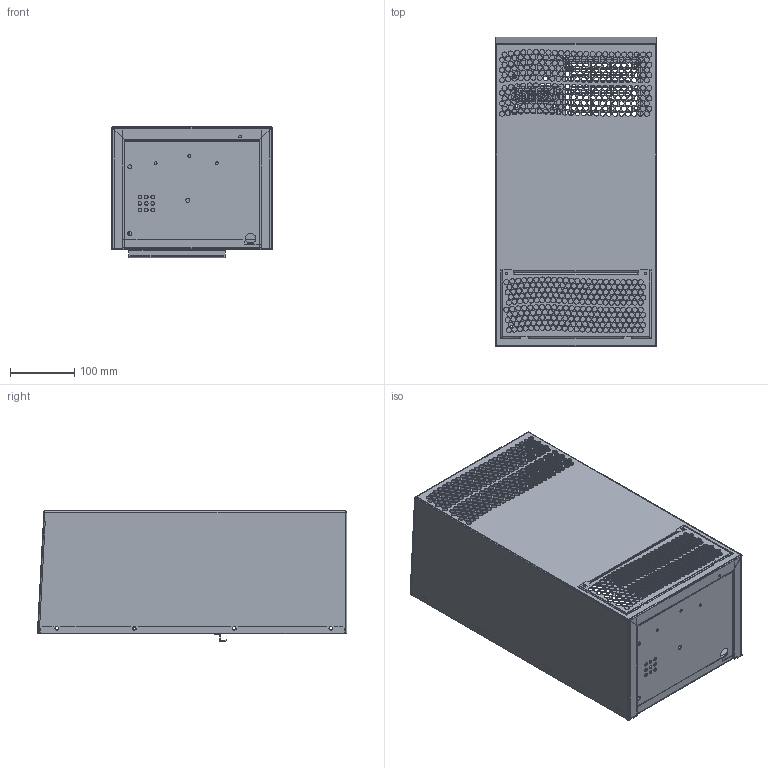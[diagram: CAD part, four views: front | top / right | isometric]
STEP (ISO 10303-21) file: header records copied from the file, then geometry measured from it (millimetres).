
FILE_DESCRIPTION((''),'2;1');
FILE_NAME('OC-5704_COMPLETE_ASM_ASM','2019-06-27T12:48:53',('danielc'),(''),'CREO PARAMETRIC BY PTC INC, 2018400','CREO PARAMETRIC BY PTC INC, 2018400','');
FILE_SCHEMA(('CONFIG_CONTROL_DESIGN'));
Products named in the file (26): OC-5704_HOUSING_1; POPNUT_M6_HEX_CLOSED_1; OC-5704_HOUSING_MANUF_ASSY_ASM__ASM; OC-5704_BASE_1; OC-5704_BASE_MANUF_ASSY_ASM_1_ASM; OC-5704_BASE_ASM_ASM_1_ASM; CAREL_IR33P_NOBORDER_1; CAREL_IR33P_SEIFERT_NO_BORDER_A_ASM; OC5704_CAREL_CONTROLLER_ASM_1_ASM; OC5704_CONNECTOR_BRACKET_1; OC-5704_CONNECTOR_MNF_ASSEMBLY__ASM; 072106080019_1; OC-5704_CONNECTOR_ASSEMBLY_ASM__ASM; OC57XX_MOUNTING_BRACKET_1; OC-5704_HOUSING_ASM_ASM_1_ASM; OC5704_INT_BLWR_BRKT_1; OC5704_INT_BLOWER_MANUF_ASSY_AS_ASM; OC5704_INT_BLOWER_ASM_1_ASM; OC5704_COVER_1; OC5704_COVER_MANU_ASM_1_ASM; OC5704_FILTER_COVER_1; OC5704_FILTER_COVER_MNF_ASM_1_ASM; OC5704_FILTER_COVER_ASM_1_ASM; OC5704_COVER_ASM_1_ASM; OC-5704_COMPLETE_ASM_1_ASM; OC-5704_COMPLETE_ASM_ASM
Assembly tree (31 placements, depth 6):
  OC-5704_COMPLETE_ASM_ASM
    OC-5704_COMPLETE_ASM_1_ASM
      OC-5704_HOUSING_ASM_ASM_1_ASM
        OC-5704_HOUSING_MANUF_ASSY_ASM__ASM
          OC-5704_HOUSING_1
          POPNUT_M6_HEX_CLOSED_1  x7
        OC-5704_BASE_ASM_ASM_1_ASM
          OC-5704_BASE_MANUF_ASSY_ASM_1_ASM
            OC-5704_BASE_1
        OC5704_CAREL_CONTROLLER_ASM_1_ASM
          CAREL_IR33P_SEIFERT_NO_BORDER_A_ASM
            CAREL_IR33P_NOBORDER_1
        OC-5704_CONNECTOR_ASSEMBLY_ASM__ASM
          OC-5704_CONNECTOR_MNF_ASSEMBLY__ASM
            OC5704_CONNECTOR_BRACKET_1
          072106080019_1
        OC57XX_MOUNTING_BRACKET_1
      OC5704_INT_BLOWER_ASM_1_ASM
        OC5704_INT_BLOWER_MANUF_ASSY_AS_ASM
          OC5704_INT_BLWR_BRKT_1
      OC5704_COVER_ASM_1_ASM
        OC5704_COVER_MANU_ASM_1_ASM
          OC5704_COVER_1
        OC5704_FILTER_COVER_ASM_1_ASM
          OC5704_FILTER_COVER_MNF_ASM_1_ASM
            OC5704_FILTER_COVER_1
Bounding box: 250 x 480.67 x 204.31 mm (x, y, z)
Volume: 835725.5 mm3; surface area: 1355436 mm2
Topology: 16 solids, 16 shells, 2918 faces, 8044 edges, 5191 vertices
Faces by surface type: cylinder 1446, plane 1314, torus 56, cone 46, bspline 44, sphere 12
Entity records: 93994 total; most frequent: CARTESIAN_POINT 17650, DIRECTION 16111, ORIENTED_EDGE 15292, EDGE_CURVE 7646, AXIS2_PLACEMENT_3D 5770, VERTEX_POINT 4957, VECTOR 4571, LINE 4571
